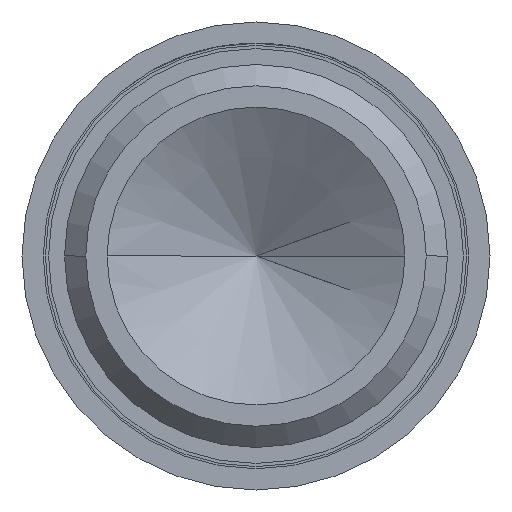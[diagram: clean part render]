
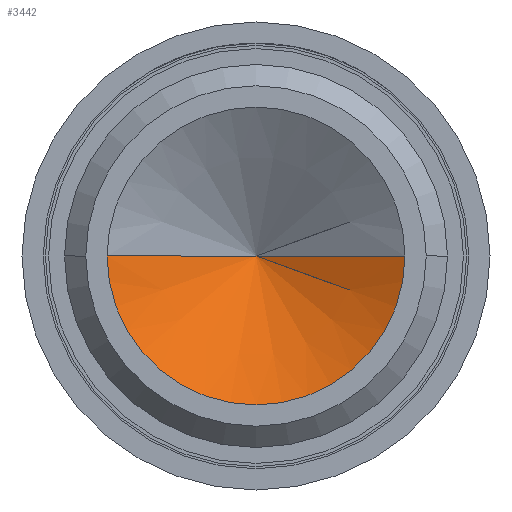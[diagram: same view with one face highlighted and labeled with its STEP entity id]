
A CAD part, front view. The second image highlights one B-rep face of the part: STEP entity #3442.
In plain terms, the highlighted conical face has half-angle 59 degrees and reference radius 0.7 mm.
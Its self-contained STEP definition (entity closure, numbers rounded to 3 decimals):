
#140 = VERTEX_POINT ( 'NONE', #2375 ) ;
#184 = DIRECTION ( 'NONE',  ( 0., -1., 0. ) ) ;
#238 = VERTEX_POINT ( 'NONE', #516 ) ;
#300 = CARTESIAN_POINT ( 'NONE',  ( 0.7, -41.35, 0. ) ) ;
#394 = EDGE_CURVE ( 'NONE', #238, #2574, #3231, .T. ) ;
#430 = CARTESIAN_POINT ( 'NONE',  ( -0.7, -41.35, 0. ) ) ;
#438 = DIRECTION ( 'NONE',  ( 0., -1., 0. ) ) ;
#516 = CARTESIAN_POINT ( 'NONE',  ( 0., -40.929, 0. ) ) ;
#517 = CARTESIAN_POINT ( 'NONE',  ( 0., -41.35, 0. ) ) ;
#652 = VECTOR ( 'NONE', #1500, 1000. ) ;
#862 = EDGE_CURVE ( 'Defeature ausgef�hrt1_14+Defeature ausgef�hrt1_15+Defeature ausgef�hrt1_15+Defeature ausgef�hrt1_15', #2574, #140, #2173, .T. ) ;
#1008 = EDGE_LOOP ( 'NONE', ( #2527, #2224, #3472 ) ) ;
#1315 = AXIS2_PLACEMENT_3D ( 'NONE', #2484, #438, #2223 ) ;
#1500 = DIRECTION ( 'NONE',  ( 0.857, -0.515, 0. ) ) ;
#1512 = EDGE_CURVE ( 'NONE', #238, #140, #1571, .T. ) ;
#1571 = LINE ( 'NONE', #300, #652 ) ;
#2026 = FACE_OUTER_BOUND ( 'NONE', #1008, .T. ) ;
#2173 = CIRCLE ( 'NONE', #3445, 0.7 ) ;
#2223 = DIRECTION ( 'NONE',  ( 1., 0., 0. ) ) ;
#2224 = ORIENTED_EDGE ( 'NONE', *, *, #394, .T. ) ;
#2375 = CARTESIAN_POINT ( 'NONE',  ( 0.7, -41.35, 0. ) ) ;
#2473 = CONICAL_SURFACE ( 'NONE', #1315, 0.7, 1.03 ) ;
#2484 = CARTESIAN_POINT ( 'NONE',  ( 0., -41.35, 0. ) ) ;
#2527 = ORIENTED_EDGE ( 'NONE', *, *, #1512, .F. ) ;
#2532 = DIRECTION ( 'NONE',  ( 1., 0., 0. ) ) ;
#2574 = VERTEX_POINT ( 'NONE', #2774 ) ;
#2774 = CARTESIAN_POINT ( 'NONE',  ( -0.7, -41.35, 0. ) ) ;
#3104 = DIRECTION ( 'NONE',  ( -0.857, -0.515, 0. ) ) ;
#3231 = LINE ( 'NONE', #430, #3454 ) ;
#3442 = ADVANCED_FACE ( 'Defeature ausgef�hrt1_14', ( #2026 ), #2473, .F. ) ;
#3445 = AXIS2_PLACEMENT_3D ( 'NONE', #517, #184, #2532 ) ;
#3454 = VECTOR ( 'NONE', #3104, 1000. ) ;
#3472 = ORIENTED_EDGE ( 'NONE', *, *, #862, .T. ) ;
